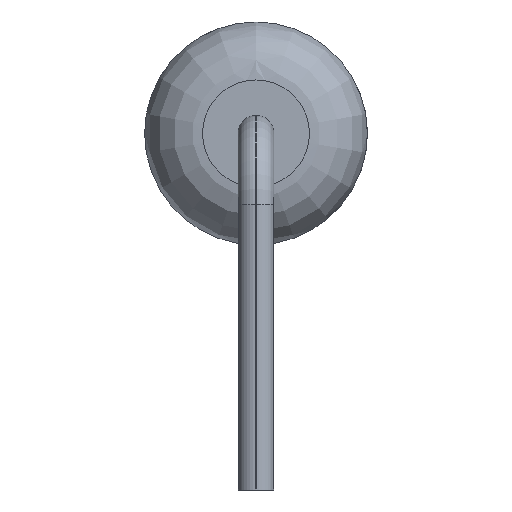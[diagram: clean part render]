
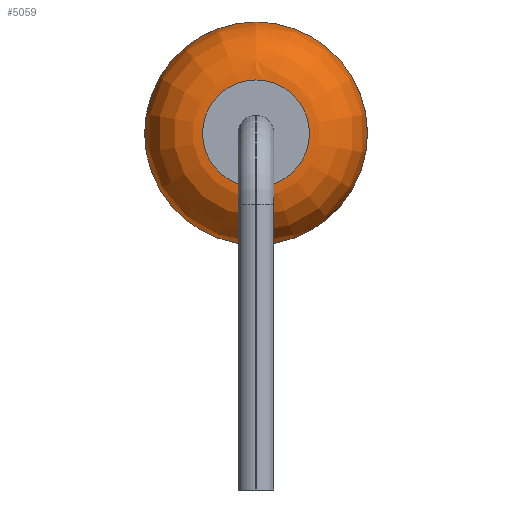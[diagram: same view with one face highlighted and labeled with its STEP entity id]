
A CAD part, left-side view. The second image highlights one B-rep face of the part: STEP entity #5059.
In plain terms, the highlighted face is a revolution surface.
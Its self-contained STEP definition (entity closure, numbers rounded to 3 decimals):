
#4989 = CYLINDRICAL_SURFACE('',#4990,2.5);
#4990 = AXIS2_PLACEMENT_3D('',#4991,#4992,#4993);
#4991 = CARTESIAN_POINT('',(-4.95,0.,0.));
#4992 = DIRECTION('',(1.,0.,0.));
#4993 = DIRECTION('',(0.,0.,1.));
#5005 = VERTEX_POINT('',#5006);
#5006 = CARTESIAN_POINT('',(-4.95,0.,2.5));
#5027 = EDGE_CURVE('',#5005,#5005,#5028,.T.);
#5028 = SURFACE_CURVE('',#5029,(#5034,#5041),.PCURVE_S1.);
#5029 = CIRCLE('',#5030,2.5);
#5030 = AXIS2_PLACEMENT_3D('',#5031,#5032,#5033);
#5031 = CARTESIAN_POINT('',(-4.95,0.,0.));
#5032 = DIRECTION('',(1.,0.,-0.));
#5033 = DIRECTION('',(0.,0.,1.));
#5034 = PCURVE('',#4989,#5035);
#5035 = DEFINITIONAL_REPRESENTATION('',(#5036),#5040);
#5036 = LINE('',#5037,#5038);
#5037 = CARTESIAN_POINT('',(0.,0.));
#5038 = VECTOR('',#5039,1.);
#5039 = DIRECTION('',(1.,0.));
#5040 = ( GEOMETRIC_REPRESENTATION_CONTEXT(2) 
PARAMETRIC_REPRESENTATION_CONTEXT() REPRESENTATION_CONTEXT('2D SPACE',''
  ) );
#5041 = PCURVE('',#5042,#5051);
#5042 = SURFACE_OF_REVOLUTION('',#5043,#5048);
#5043 = CIRCLE('',#5044,1.3);
#5044 = AXIS2_PLACEMENT_3D('',#5045,#5046,#5047);
#5045 = CARTESIAN_POINT('',(-4.95,0.,1.2));
#5046 = DIRECTION('',(0.,-1.,0.));
#5047 = DIRECTION('',(1.,0.,0.));
#5048 = AXIS1_PLACEMENT('',#5049,#5050);
#5049 = CARTESIAN_POINT('',(0.,0.,0.));
#5050 = DIRECTION('',(1.,0.,0.));
#5051 = DEFINITIONAL_REPRESENTATION('',(#5052),#5056);
#5052 = LINE('',#5053,#5054);
#5053 = CARTESIAN_POINT('',(0.,1.571));
#5054 = VECTOR('',#5055,1.);
#5055 = DIRECTION('',(1.,0.));
#5056 = ( GEOMETRIC_REPRESENTATION_CONTEXT(2) 
PARAMETRIC_REPRESENTATION_CONTEXT() REPRESENTATION_CONTEXT('2D SPACE',''
  ) );
#5059 = ADVANCED_FACE('',(#5060),#5042,.F.);
#5060 = FACE_BOUND('',#5061,.F.);
#5061 = EDGE_LOOP('',(#5062,#5063,#5087,#5114));
#5062 = ORIENTED_EDGE('',*,*,#5027,.T.);
#5063 = ORIENTED_EDGE('',*,*,#5064,.T.);
#5064 = EDGE_CURVE('',#5005,#5065,#5067,.T.);
#5065 = VERTEX_POINT('',#5066);
#5066 = CARTESIAN_POINT('',(-6.25,0.,1.2));
#5067 = SEAM_CURVE('',#5068,(#5073,#5080),.PCURVE_S1.);
#5068 = CIRCLE('',#5069,1.3);
#5069 = AXIS2_PLACEMENT_3D('',#5070,#5071,#5072);
#5070 = CARTESIAN_POINT('',(-4.95,0.,1.2));
#5071 = DIRECTION('',(0.,-1.,0.));
#5072 = DIRECTION('',(1.,0.,0.));
#5073 = PCURVE('',#5042,#5074);
#5074 = DEFINITIONAL_REPRESENTATION('',(#5075),#5079);
#5075 = LINE('',#5076,#5077);
#5076 = CARTESIAN_POINT('',(0.,0.));
#5077 = VECTOR('',#5078,1.);
#5078 = DIRECTION('',(0.,1.));
#5079 = ( GEOMETRIC_REPRESENTATION_CONTEXT(2) 
PARAMETRIC_REPRESENTATION_CONTEXT() REPRESENTATION_CONTEXT('2D SPACE',''
  ) );
#5080 = PCURVE('',#5042,#5081);
#5081 = DEFINITIONAL_REPRESENTATION('',(#5082),#5086);
#5082 = LINE('',#5083,#5084);
#5083 = CARTESIAN_POINT('',(6.283,0.));
#5084 = VECTOR('',#5085,1.);
#5085 = DIRECTION('',(0.,1.));
#5086 = ( GEOMETRIC_REPRESENTATION_CONTEXT(2) 
PARAMETRIC_REPRESENTATION_CONTEXT() REPRESENTATION_CONTEXT('2D SPACE',''
  ) );
#5087 = ORIENTED_EDGE('',*,*,#5088,.F.);
#5088 = EDGE_CURVE('',#5065,#5065,#5089,.T.);
#5089 = SURFACE_CURVE('',#5090,(#5095,#5102),.PCURVE_S1.);
#5090 = CIRCLE('',#5091,1.2);
#5091 = AXIS2_PLACEMENT_3D('',#5092,#5093,#5094);
#5092 = CARTESIAN_POINT('',(-6.25,0.,0.));
#5093 = DIRECTION('',(1.,0.,-0.));
#5094 = DIRECTION('',(0.,0.,1.));
#5095 = PCURVE('',#5042,#5096);
#5096 = DEFINITIONAL_REPRESENTATION('',(#5097),#5101);
#5097 = LINE('',#5098,#5099);
#5098 = CARTESIAN_POINT('',(0.,3.142));
#5099 = VECTOR('',#5100,1.);
#5100 = DIRECTION('',(1.,0.));
#5101 = ( GEOMETRIC_REPRESENTATION_CONTEXT(2) 
PARAMETRIC_REPRESENTATION_CONTEXT() REPRESENTATION_CONTEXT('2D SPACE',''
  ) );
#5102 = PCURVE('',#5103,#5108);
#5103 = PLANE('',#5104);
#5104 = AXIS2_PLACEMENT_3D('',#5105,#5106,#5107);
#5105 = CARTESIAN_POINT('',(-6.25,0.,0.));
#5106 = DIRECTION('',(1.,0.,0.));
#5107 = DIRECTION('',(0.,0.,1.));
#5108 = DEFINITIONAL_REPRESENTATION('',(#5109),#5113);
#5109 = CIRCLE('',#5110,1.2);
#5110 = AXIS2_PLACEMENT_2D('',#5111,#5112);
#5111 = CARTESIAN_POINT('',(0.,0.));
#5112 = DIRECTION('',(1.,0.));
#5113 = ( GEOMETRIC_REPRESENTATION_CONTEXT(2) 
PARAMETRIC_REPRESENTATION_CONTEXT() REPRESENTATION_CONTEXT('2D SPACE',''
  ) );
#5114 = ORIENTED_EDGE('',*,*,#5064,.F.);
